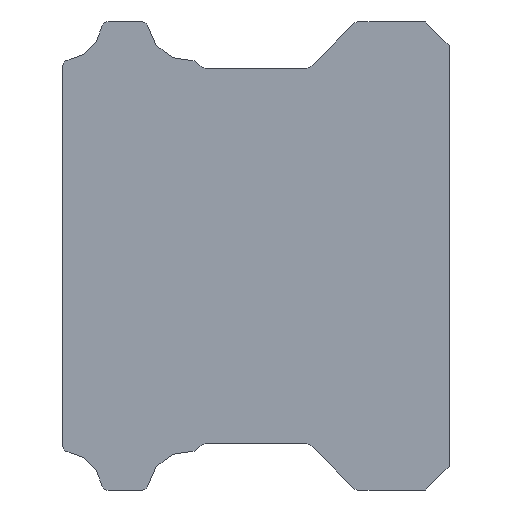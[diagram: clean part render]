
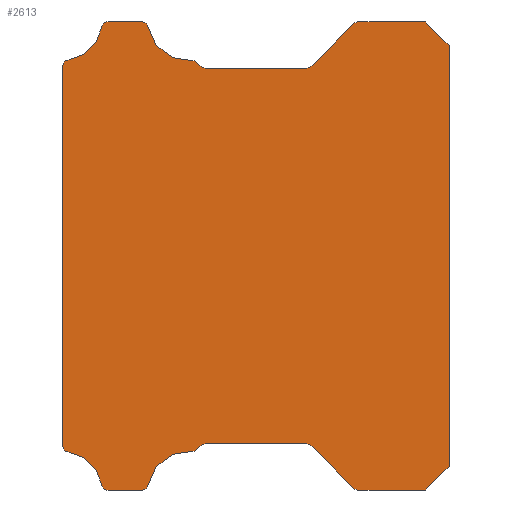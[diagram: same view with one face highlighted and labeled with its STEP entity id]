
A CAD part, left-side view. The second image highlights one B-rep face of the part: STEP entity #2613.
In plain terms, the highlighted planar face has unit normal (-1, 0, 0).
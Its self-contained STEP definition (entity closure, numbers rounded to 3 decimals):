
#188=CIRCLE('',#2833,0.25);
#190=CIRCLE('',#2837,0.5);
#192=CIRCLE('',#2841,0.5);
#194=CIRCLE('',#2845,0.2);
#196=CIRCLE('',#2848,1.802);
#198=CIRCLE('',#2851,0.2);
#200=CIRCLE('',#2855,0.2);
#202=CIRCLE('',#2858,1.802);
#204=CIRCLE('',#2861,0.2);
#256=CIRCLE('',#2915,0.2);
#258=CIRCLE('',#2918,1.802);
#260=CIRCLE('',#2921,0.2);
#262=CIRCLE('',#2925,0.2);
#264=CIRCLE('',#2928,1.802);
#266=CIRCLE('',#2931,0.2);
#268=CIRCLE('',#2935,0.5);
#270=CIRCLE('',#2939,0.5);
#272=CIRCLE('',#2943,0.25);
#634=ORIENTED_EDGE('',*,*,#966,.F.);
#635=ORIENTED_EDGE('',*,*,#1160,.F.);
#636=ORIENTED_EDGE('',*,*,#1157,.F.);
#637=ORIENTED_EDGE('',*,*,#1154,.T.);
#638=ORIENTED_EDGE('',*,*,#1151,.F.);
#639=ORIENTED_EDGE('',*,*,#1148,.T.);
#640=ORIENTED_EDGE('',*,*,#1145,.F.);
#641=ORIENTED_EDGE('',*,*,#1142,.F.);
#642=ORIENTED_EDGE('',*,*,#1139,.T.);
#643=ORIENTED_EDGE('',*,*,#1136,.F.);
#644=ORIENTED_EDGE('',*,*,#1133,.F.);
#645=ORIENTED_EDGE('',*,*,#1130,.F.);
#646=ORIENTED_EDGE('',*,*,#1127,.T.);
#647=ORIENTED_EDGE('',*,*,#1124,.F.);
#648=ORIENTED_EDGE('',*,*,#1121,.F.);
#649=ORIENTED_EDGE('',*,*,#1068,.F.);
#650=ORIENTED_EDGE('',*,*,#1065,.T.);
#651=ORIENTED_EDGE('',*,*,#1062,.F.);
#652=ORIENTED_EDGE('',*,*,#1059,.F.);
#653=ORIENTED_EDGE('',*,*,#1056,.F.);
#654=ORIENTED_EDGE('',*,*,#1053,.T.);
#655=ORIENTED_EDGE('',*,*,#1050,.F.);
#656=ORIENTED_EDGE('',*,*,#1047,.F.);
#657=ORIENTED_EDGE('',*,*,#1044,.T.);
#658=ORIENTED_EDGE('',*,*,#1041,.F.);
#659=ORIENTED_EDGE('',*,*,#1038,.T.);
#660=ORIENTED_EDGE('',*,*,#1035,.F.);
#661=ORIENTED_EDGE('',*,*,#1032,.F.);
#662=ORIENTED_EDGE('',*,*,#1029,.F.);
#663=ORIENTED_EDGE('',*,*,#1026,.F.);
#664=ORIENTED_EDGE('',*,*,#1023,.F.);
#665=ORIENTED_EDGE('',*,*,#970,.F.);
#966=EDGE_CURVE('',#1262,#1263,#1526,.T.);
#970=EDGE_CURVE('',#1263,#1266,#1530,.T.);
#1023=EDGE_CURVE('',#1266,#1318,#1533,.T.);
#1026=EDGE_CURVE('',#1318,#1320,#1536,.T.);
#1029=EDGE_CURVE('',#1320,#1322,#1539,.T.);
#1032=EDGE_CURVE('',#1322,#1324,#188,.T.);
#1035=EDGE_CURVE('',#1324,#1326,#1543,.T.);
#1038=EDGE_CURVE('',#1328,#1326,#190,.T.);
#1041=EDGE_CURVE('',#1328,#1330,#1547,.T.);
#1044=EDGE_CURVE('',#1332,#1330,#192,.T.);
#1047=EDGE_CURVE('',#1332,#1334,#1551,.T.);
#1050=EDGE_CURVE('',#1334,#1336,#194,.T.);
#1053=EDGE_CURVE('',#1338,#1336,#196,.T.);
#1056=EDGE_CURVE('',#1338,#1340,#198,.T.);
#1059=EDGE_CURVE('',#1340,#1342,#1557,.T.);
#1062=EDGE_CURVE('',#1342,#1344,#200,.T.);
#1065=EDGE_CURVE('',#1346,#1344,#202,.T.);
#1068=EDGE_CURVE('',#1346,#1348,#204,.T.);
#1121=EDGE_CURVE('',#1348,#1400,#1563,.T.);
#1124=EDGE_CURVE('',#1400,#1402,#256,.T.);
#1127=EDGE_CURVE('',#1404,#1402,#258,.T.);
#1130=EDGE_CURVE('',#1404,#1406,#260,.T.);
#1133=EDGE_CURVE('',#1406,#1408,#1569,.T.);
#1136=EDGE_CURVE('',#1408,#1410,#262,.T.);
#1139=EDGE_CURVE('',#1412,#1410,#264,.T.);
#1142=EDGE_CURVE('',#1412,#1414,#266,.T.);
#1145=EDGE_CURVE('',#1414,#1416,#1575,.T.);
#1148=EDGE_CURVE('',#1418,#1416,#268,.T.);
#1151=EDGE_CURVE('',#1418,#1420,#1579,.T.);
#1154=EDGE_CURVE('',#1422,#1420,#270,.T.);
#1157=EDGE_CURVE('',#1422,#1424,#1583,.T.);
#1160=EDGE_CURVE('',#1424,#1262,#272,.T.);
#1262=VERTEX_POINT('',#4102);
#1263=VERTEX_POINT('',#4103);
#1266=VERTEX_POINT('',#4111);
#1318=VERTEX_POINT('',#4217);
#1320=VERTEX_POINT('',#4223);
#1322=VERTEX_POINT('',#4229);
#1324=VERTEX_POINT('',#4235);
#1326=VERTEX_POINT('',#4241);
#1328=VERTEX_POINT('',#4247);
#1330=VERTEX_POINT('',#4253);
#1332=VERTEX_POINT('',#4259);
#1334=VERTEX_POINT('',#4265);
#1336=VERTEX_POINT('',#4271);
#1338=VERTEX_POINT('',#4277);
#1340=VERTEX_POINT('',#4283);
#1342=VERTEX_POINT('',#4289);
#1344=VERTEX_POINT('',#4295);
#1346=VERTEX_POINT('',#4301);
#1348=VERTEX_POINT('',#4307);
#1400=VERTEX_POINT('',#4413);
#1402=VERTEX_POINT('',#4419);
#1404=VERTEX_POINT('',#4425);
#1406=VERTEX_POINT('',#4431);
#1408=VERTEX_POINT('',#4437);
#1410=VERTEX_POINT('',#4443);
#1412=VERTEX_POINT('',#4449);
#1414=VERTEX_POINT('',#4455);
#1416=VERTEX_POINT('',#4461);
#1418=VERTEX_POINT('',#4467);
#1420=VERTEX_POINT('',#4473);
#1422=VERTEX_POINT('',#4479);
#1424=VERTEX_POINT('',#4485);
#1526=LINE('',#4101,#1586);
#1530=LINE('',#4110,#1590);
#1533=LINE('',#4216,#1593);
#1536=LINE('',#4222,#1596);
#1539=LINE('',#4228,#1599);
#1543=LINE('',#4240,#1603);
#1547=LINE('',#4252,#1607);
#1551=LINE('',#4264,#1611);
#1557=LINE('',#4288,#1617);
#1563=LINE('',#4412,#1623);
#1569=LINE('',#4436,#1629);
#1575=LINE('',#4460,#1635);
#1579=LINE('',#4472,#1639);
#1583=LINE('',#4484,#1643);
#1586=VECTOR('',#3201,1000.);
#1590=VECTOR('',#3207,1000.);
#1593=VECTOR('',#3312,1000.);
#1596=VECTOR('',#3317,1000.);
#1599=VECTOR('',#3322,1000.);
#1603=VECTOR('',#3334,1000.);
#1607=VECTOR('',#3346,1000.);
#1611=VECTOR('',#3358,1000.);
#1617=VECTOR('',#3384,1000.);
#1623=VECTOR('',#3510,1000.);
#1629=VECTOR('',#3536,1000.);
#1635=VECTOR('',#3562,1000.);
#1639=VECTOR('',#3574,1000.);
#1643=VECTOR('',#3586,1000.);
#1779=EDGE_LOOP('',(#634,#635,#636,#637,#638,#639,#640,#641,#642,#643,#644,
#645,#646,#647,#648,#649,#650,#651,#652,#653,#654,#655,#656,#657,#658,#659,
#660,#661,#662,#663,#664,#665));
#2213=FACE_BOUND('',#1779,.T.);
#2529=PLANE('',#2946);
#2613=ADVANCED_FACE('',(#2213),#2529,.F.);
#2833=AXIS2_PLACEMENT_3D('',#4234,#3327,#3328);
#2837=AXIS2_PLACEMENT_3D('',#4246,#3339,#3340);
#2841=AXIS2_PLACEMENT_3D('',#4258,#3351,#3352);
#2845=AXIS2_PLACEMENT_3D('',#4270,#3363,#3364);
#2848=AXIS2_PLACEMENT_3D('',#4276,#3370,#3371);
#2851=AXIS2_PLACEMENT_3D('',#4282,#3377,#3378);
#2855=AXIS2_PLACEMENT_3D('',#4294,#3389,#3390);
#2858=AXIS2_PLACEMENT_3D('',#4300,#3396,#3397);
#2861=AXIS2_PLACEMENT_3D('',#4306,#3403,#3404);
#2915=AXIS2_PLACEMENT_3D('',#4418,#3515,#3516);
#2918=AXIS2_PLACEMENT_3D('',#4424,#3522,#3523);
#2921=AXIS2_PLACEMENT_3D('',#4430,#3529,#3530);
#2925=AXIS2_PLACEMENT_3D('',#4442,#3541,#3542);
#2928=AXIS2_PLACEMENT_3D('',#4448,#3548,#3549);
#2931=AXIS2_PLACEMENT_3D('',#4454,#3555,#3556);
#2935=AXIS2_PLACEMENT_3D('',#4466,#3567,#3568);
#2939=AXIS2_PLACEMENT_3D('',#4478,#3579,#3580);
#2943=AXIS2_PLACEMENT_3D('',#4490,#3591,#3592);
#2946=AXIS2_PLACEMENT_3D('',#4493,#3597,#3598);
#3201=DIRECTION('',(0.,-1.,0.));
#3207=DIRECTION('',(0.,-0.707,-0.707));
#3312=DIRECTION('',(0.,0.,-1.));
#3317=DIRECTION('',(0.,0.707,-0.707));
#3322=DIRECTION('',(0.,1.,0.));
#3327=DIRECTION('',(1.,0.,0.));
#3328=DIRECTION('',(0.,0.,-1.));
#3334=DIRECTION('',(0.,0.707,0.707));
#3339=DIRECTION('',(1.,0.,0.));
#3340=DIRECTION('',(0.,0.,-1.));
#3346=DIRECTION('',(0.,1.,0.));
#3351=DIRECTION('',(1.,0.,0.));
#3352=DIRECTION('',(0.,0.,-1.));
#3358=DIRECTION('',(0.,0.705,-0.709));
#3363=DIRECTION('',(1.,0.,0.));
#3364=DIRECTION('',(0.,0.,-1.));
#3370=DIRECTION('',(1.,0.,0.));
#3371=DIRECTION('',(0.,0.,-1.));
#3377=DIRECTION('',(1.,0.,0.));
#3378=DIRECTION('',(0.,0.,-1.));
#3384=DIRECTION('',(0.,1.,0.));
#3389=DIRECTION('',(1.,0.,0.));
#3390=DIRECTION('',(0.,0.,-1.));
#3396=DIRECTION('',(1.,0.,0.));
#3397=DIRECTION('',(0.,0.,-1.));
#3403=DIRECTION('',(1.,0.,0.));
#3404=DIRECTION('',(0.,0.,-1.));
#3510=DIRECTION('',(0.,0.,1.));
#3515=DIRECTION('',(1.,0.,0.));
#3516=DIRECTION('',(0.,0.,-1.));
#3522=DIRECTION('',(1.,0.,0.));
#3523=DIRECTION('',(0.,0.,-1.));
#3529=DIRECTION('',(1.,0.,0.));
#3530=DIRECTION('',(0.,0.,-1.));
#3536=DIRECTION('',(0.,-1.,0.));
#3541=DIRECTION('',(1.,0.,0.));
#3542=DIRECTION('',(0.,0.,-1.));
#3548=DIRECTION('',(1.,0.,0.));
#3549=DIRECTION('',(0.,0.,-1.));
#3555=DIRECTION('',(1.,0.,0.));
#3556=DIRECTION('',(0.,0.,-1.));
#3562=DIRECTION('',(0.,-0.705,-0.709));
#3567=DIRECTION('',(1.,0.,0.));
#3568=DIRECTION('',(0.,0.,-1.));
#3574=DIRECTION('',(0.,-1.,0.));
#3579=DIRECTION('',(1.,0.,0.));
#3580=DIRECTION('',(0.,0.,-1.));
#3586=DIRECTION('',(0.,-0.707,0.707));
#3591=DIRECTION('',(1.,0.,0.));
#3592=DIRECTION('',(0.,0.,-1.));
#3597=DIRECTION('',(1.,0.,0.));
#3598=DIRECTION('',(0.,0.,-1.));
#4101=CARTESIAN_POINT('',(-30.,3.896,10.));
#4102=CARTESIAN_POINT('',(-30.,3.896,10.));
#4103=CARTESIAN_POINT('',(-30.,1.,10.));
#4110=CARTESIAN_POINT('',(-30.,1.,10.));
#4111=CARTESIAN_POINT('',(-30.,0.,9.));
#4216=CARTESIAN_POINT('',(-30.,0.,9.));
#4217=CARTESIAN_POINT('',(-30.,0.,-9.));
#4222=CARTESIAN_POINT('',(-30.,0.,-9.));
#4223=CARTESIAN_POINT('',(-30.,1.,-10.));
#4228=CARTESIAN_POINT('',(-30.,1.,-10.));
#4229=CARTESIAN_POINT('',(-30.,3.896,-10.));
#4234=CARTESIAN_POINT('',(-30.,3.896,-9.75));
#4235=CARTESIAN_POINT('',(-30.,4.073,-9.927));
#4240=CARTESIAN_POINT('',(-30.,4.073,-9.927));
#4241=CARTESIAN_POINT('',(-30.,5.853,-8.146));
#4246=CARTESIAN_POINT('',(-30.,6.207,-8.5));
#4247=CARTESIAN_POINT('',(-30.,6.207,-8.));
#4252=CARTESIAN_POINT('',(-30.,6.207,-8.));
#4253=CARTESIAN_POINT('',(-30.,10.293,-8.));
#4258=CARTESIAN_POINT('',(-30.,10.293,-8.5));
#4259=CARTESIAN_POINT('',(-30.,10.646,-8.146));
#4264=CARTESIAN_POINT('',(-30.,10.646,-8.146));
#4265=CARTESIAN_POINT('',(-30.,10.784,-8.285));
#4270=CARTESIAN_POINT('',(-30.,10.926,-8.144));
#4271=CARTESIAN_POINT('',(-30.,10.945,-8.343));
#4276=CARTESIAN_POINT('',(-30.,11.116,-10.137));
#4277=CARTESIAN_POINT('',(-30.,12.892,-9.834));
#4282=CARTESIAN_POINT('',(-30.,13.089,-9.8));
#4283=CARTESIAN_POINT('',(-30.,13.089,-10.));
#4288=CARTESIAN_POINT('',(-30.,13.089,-10.));
#4289=CARTESIAN_POINT('',(-30.,14.618,-10.));
#4294=CARTESIAN_POINT('',(-30.,14.618,-9.8));
#4295=CARTESIAN_POINT('',(-30.,14.815,-9.834));
#4300=CARTESIAN_POINT('',(-30.,16.591,-10.137));
#4301=CARTESIAN_POINT('',(-30.,16.329,-8.354));
#4306=CARTESIAN_POINT('',(-30.,16.3,-8.156));
#4307=CARTESIAN_POINT('',(-30.,16.5,-8.156));
#4412=CARTESIAN_POINT('',(-30.,16.5,-8.156));
#4413=CARTESIAN_POINT('',(-30.,16.5,8.156));
#4418=CARTESIAN_POINT('',(-30.,16.3,8.156));
#4419=CARTESIAN_POINT('',(-30.,16.329,8.354));
#4424=CARTESIAN_POINT('',(-30.,16.591,10.137));
#4425=CARTESIAN_POINT('',(-30.,14.815,9.834));
#4430=CARTESIAN_POINT('',(-30.,14.618,9.8));
#4431=CARTESIAN_POINT('',(-30.,14.618,10.));
#4436=CARTESIAN_POINT('',(-30.,14.618,10.));
#4437=CARTESIAN_POINT('',(-30.,13.089,10.));
#4442=CARTESIAN_POINT('',(-30.,13.089,9.8));
#4443=CARTESIAN_POINT('',(-30.,12.892,9.834));
#4448=CARTESIAN_POINT('',(-30.,11.116,10.137));
#4449=CARTESIAN_POINT('',(-30.,10.945,8.343));
#4454=CARTESIAN_POINT('',(-30.,10.926,8.144));
#4455=CARTESIAN_POINT('',(-30.,10.784,8.285));
#4460=CARTESIAN_POINT('',(-30.,10.784,8.285));
#4461=CARTESIAN_POINT('',(-30.,10.646,8.146));
#4466=CARTESIAN_POINT('',(-30.,10.293,8.5));
#4467=CARTESIAN_POINT('',(-30.,10.293,8.));
#4472=CARTESIAN_POINT('',(-30.,10.293,8.));
#4473=CARTESIAN_POINT('',(-30.,6.207,8.));
#4478=CARTESIAN_POINT('',(-30.,6.207,8.5));
#4479=CARTESIAN_POINT('',(-30.,5.853,8.146));
#4484=CARTESIAN_POINT('',(-30.,5.853,8.146));
#4485=CARTESIAN_POINT('',(-30.,4.073,9.927));
#4490=CARTESIAN_POINT('',(-30.,3.896,9.75));
#4493=CARTESIAN_POINT('',(-30.,3.896,-9.75));
